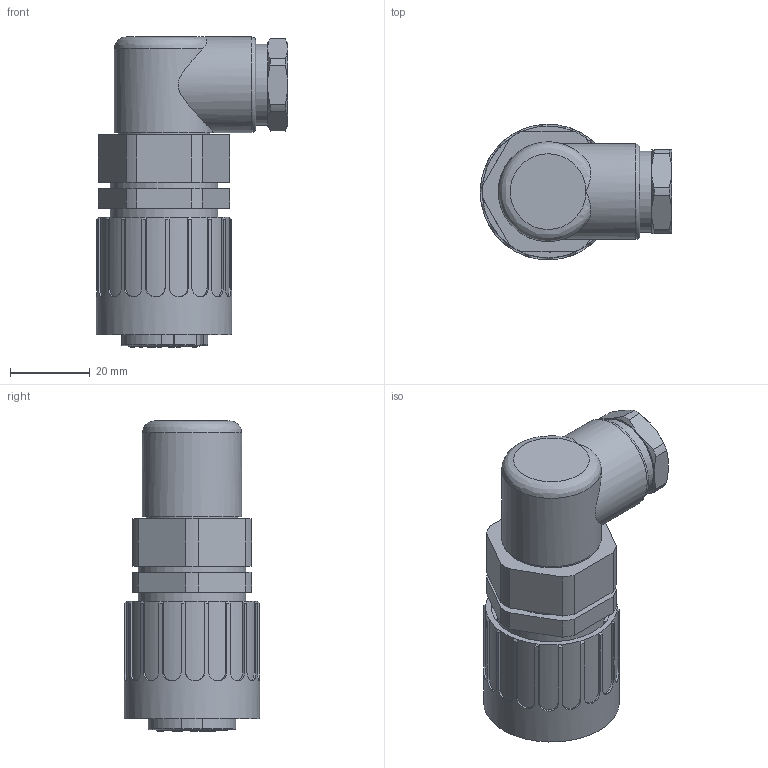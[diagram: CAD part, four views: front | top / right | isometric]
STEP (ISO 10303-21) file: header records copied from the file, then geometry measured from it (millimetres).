
FILE_DESCRIPTION(/* description */ (''),/* implementation_level */ '2;1');
FILE_NAME(/* name */ 'c016 10f014 003 1nxm001-01.stp',/* time_stamp */ '2017-12-05T13:18:48+01:00',/* author */ (''),/* organization */ (''),/* preprocessor_version */ 'ST-DEVELOPER v16',/* originating_system */ 'SIEMENS PLM Software NX 11.0',/* authorisation */ '');
FILE_SCHEMA (('AUTOMOTIVE_DESIGN { 1 0 10303 214 3 1 1 1 }'));
Products named in the file (1): mtol18306E28hkq4
Bounding box: 48 x 34 x 77.8 mm (x, y, z)
Volume: 42475.8 mm3; surface area: 34331.1 mm2
Topology: 9 solids, 9 shells, 1420 faces, 3582 edges, 2298 vertices
Faces by surface type: plane 934, cylinder 287, extrusion 116, cone 64, bspline 18, torus 1
Full cylindrical faces by diameter (mm): 1.3 x2, 1.5 x2, 12 x1, 13 x1, 13.5 x1, 15 x1, 16.5 x1, 18 x1, 18.2 x1, 19.06 x1, 20.4 x1, 22 x2, 22.7 x1, 23 x1, 23.1 x1, 24 x3, 25 x2, 25.7 x1, 27 x2, 30.2 x1, 34 x1
Entity records: 52206 total; most frequent: CARTESIAN_POINT 13164, ORIENTED_EDGE 7076, DIRECTION 6495, EDGE_CURVE 3538, AXIS2_PLACEMENT_3D 2356, VERTEX_POINT 2298, VECTOR 1783, LINE 1667
